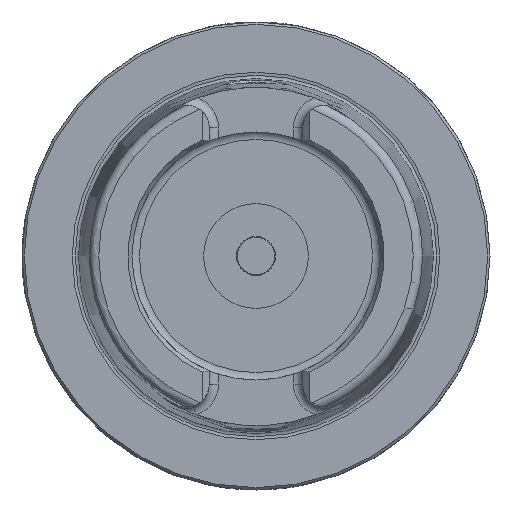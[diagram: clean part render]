
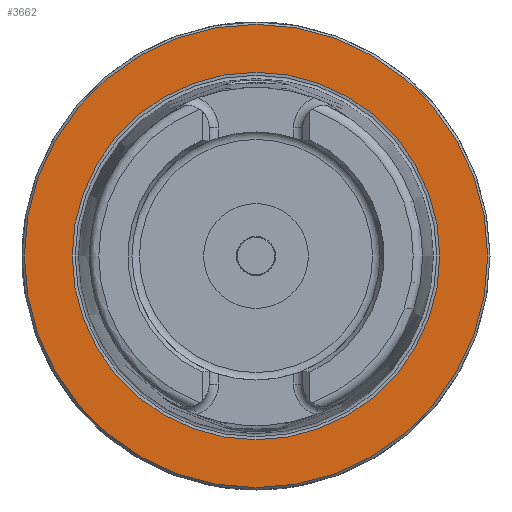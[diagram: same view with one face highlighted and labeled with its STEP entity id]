
A CAD part, left-side view. The second image highlights one B-rep face of the part: STEP entity #3662.
In plain terms, the highlighted planar face has unit normal (-1, 0, 0).
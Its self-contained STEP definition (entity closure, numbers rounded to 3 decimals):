
#690=FACE_BOUND('',#1140,.T.);
#738=PLANE('',#4179);
#942=FACE_OUTER_BOUND('',#1139,.T.);
#1139=EDGE_LOOP('',(#3227));
#1140=EDGE_LOOP('',(#3228));
#1717=CIRCLE('',#4178,39.275);
#1718=CIRCLE('',#4180,49.5);
#2033=VERTEX_POINT('',#7054);
#2034=VERTEX_POINT('',#7058);
#2450=EDGE_CURVE('',#2033,#2033,#1717,.T.);
#2451=EDGE_CURVE('',#2034,#2034,#1718,.T.);
#3227=ORIENTED_EDGE('',*,*,#2451,.F.);
#3228=ORIENTED_EDGE('',*,*,#2450,.T.);
#3662=ADVANCED_FACE('',(#942,#690),#738,.T.);
#4178=AXIS2_PLACEMENT_3D('',#7056,#5023,#5024);
#4179=AXIS2_PLACEMENT_3D('',#7057,#5025,#5026);
#4180=AXIS2_PLACEMENT_3D('',#7059,#5027,#5028);
#5023=DIRECTION('center_axis',(1.,0.,0.));
#5024=DIRECTION('ref_axis',(0.,0.,-1.));
#5025=DIRECTION('center_axis',(-1.,0.,0.));
#5026=DIRECTION('ref_axis',(0.,0.,1.));
#5027=DIRECTION('center_axis',(1.,0.,0.));
#5028=DIRECTION('ref_axis',(0.,0.,-1.));
#7054=CARTESIAN_POINT('',(0.,-39.275,0.));
#7056=CARTESIAN_POINT('Origin',(0.,0.,0.));
#7057=CARTESIAN_POINT('Origin',(0.,49.5,0.));
#7058=CARTESIAN_POINT('',(0.,-49.5,0.));
#7059=CARTESIAN_POINT('Origin',(0.,0.,0.));
